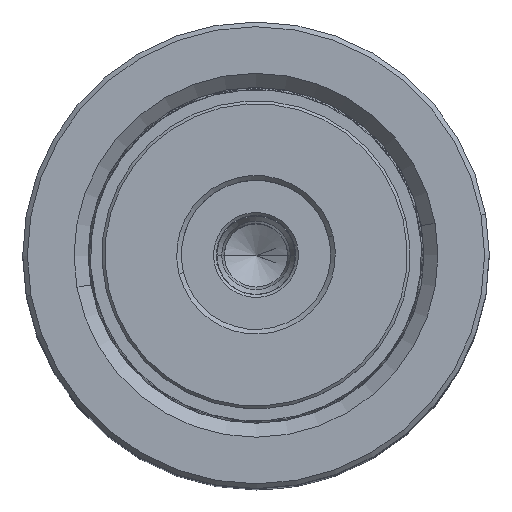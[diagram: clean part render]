
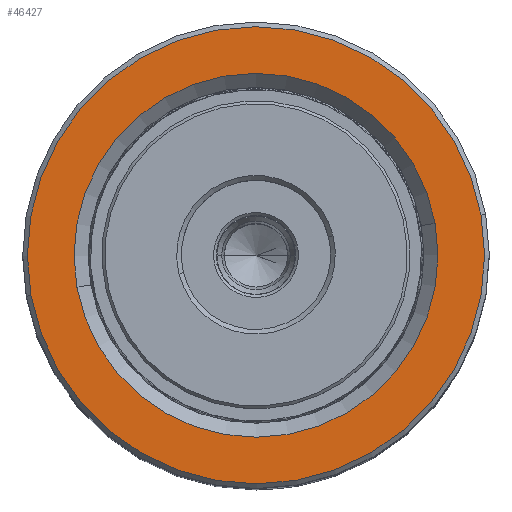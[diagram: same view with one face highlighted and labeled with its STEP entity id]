
A CAD part, top view. The second image highlights one B-rep face of the part: STEP entity #46427.
In plain terms, the highlighted planar face has unit normal (0, 0, 1).
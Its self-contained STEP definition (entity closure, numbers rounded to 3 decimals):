
#2445 = DIRECTION ( 'NONE',  ( 0., 0., 1. ) ) ;
#2634 = DIRECTION ( 'NONE',  ( 1., 0., 0. ) ) ;
#3657 = CARTESIAN_POINT ( 'NONE',  ( 19.5, 0., 90. ) ) ;
#3900 = CARTESIAN_POINT ( 'NONE',  ( -19.5, 0., 90. ) ) ;
#4191 = EDGE_LOOP ( 'NONE', ( #18839, #23981 ) ) ;
#4838 = AXIS2_PLACEMENT_3D ( 'NONE', #43233, #2445, #43517 ) ;
#6725 = DIRECTION ( 'NONE',  ( 0., 0., -1. ) ) ;
#6807 = DIRECTION ( 'NONE',  ( 1., 0., 0. ) ) ;
#6843 = CARTESIAN_POINT ( 'NONE',  ( 24.5, 0., 90. ) ) ;
#7750 = EDGE_LOOP ( 'NONE', ( #25974, #28284 ) ) ;
#8621 = VERTEX_POINT ( 'NONE', #6843 ) ;
#12567 = PLANE ( 'NONE',  #31047 ) ;
#12733 = EDGE_CURVE ( 'NONE', #53236, #42798, #19535, .T. ) ;
#13209 = EDGE_CURVE ( 'NONE', #8621, #20969, #53480, .T. ) ;
#14868 = EDGE_CURVE ( 'NONE', #42798, #53236, #40445, .T. ) ;
#18839 = ORIENTED_EDGE ( 'NONE', *, *, #14868, .T. ) ;
#19535 = CIRCLE ( 'NONE', #31750, 19.5 ) ;
#20969 = VERTEX_POINT ( 'NONE', #25379 ) ;
#22549 = CARTESIAN_POINT ( 'NONE',  ( 0., 0., 90. ) ) ;
#23981 = ORIENTED_EDGE ( 'NONE', *, *, #12733, .T. ) ;
#25379 = CARTESIAN_POINT ( 'NONE',  ( -24.5, 0., 90. ) ) ;
#25825 = DIRECTION ( 'NONE',  ( 0., 0., 1. ) ) ;
#25974 = ORIENTED_EDGE ( 'NONE', *, *, #36231, .T. ) ;
#28284 = ORIENTED_EDGE ( 'NONE', *, *, #13209, .T. ) ;
#28624 = FACE_BOUND ( 'NONE', #4191, .T. ) ;
#31047 = AXIS2_PLACEMENT_3D ( 'NONE', #32958, #37047, #49582 ) ;
#31750 = AXIS2_PLACEMENT_3D ( 'NONE', #40400, #6725, #2634 ) ;
#32958 = CARTESIAN_POINT ( 'NONE',  ( 0., 0., 90. ) ) ;
#33065 = AXIS2_PLACEMENT_3D ( 'NONE', #22549, #25825, #6807 ) ;
#33226 = FACE_OUTER_BOUND ( 'NONE', #7750, .T. ) ;
#36231 = EDGE_CURVE ( 'NONE', #20969, #8621, #46989, .T. ) ;
#37047 = DIRECTION ( 'NONE',  ( 0., 0., 1. ) ) ;
#40400 = CARTESIAN_POINT ( 'NONE',  ( 0., 0., 90. ) ) ;
#40445 = CIRCLE ( 'NONE', #42200, 19.5 ) ;
#42200 = AXIS2_PLACEMENT_3D ( 'NONE', #50442, #49899, #45802 ) ;
#42798 = VERTEX_POINT ( 'NONE', #3657 ) ;
#43233 = CARTESIAN_POINT ( 'NONE',  ( 0., 0., 90. ) ) ;
#43517 = DIRECTION ( 'NONE',  ( 1., 0., 0. ) ) ;
#45802 = DIRECTION ( 'NONE',  ( 1., 0., 0. ) ) ;
#46427 = ADVANCED_FACE ( 'NONE', ( #33226, #28624 ), #12567, .T. ) ;
#46989 = CIRCLE ( 'NONE', #33065, 24.5 ) ;
#49582 = DIRECTION ( 'NONE',  ( 1., 0., 0. ) ) ;
#49899 = DIRECTION ( 'NONE',  ( 0., 0., -1. ) ) ;
#50442 = CARTESIAN_POINT ( 'NONE',  ( 0., 0., 90. ) ) ;
#53236 = VERTEX_POINT ( 'NONE', #3900 ) ;
#53480 = CIRCLE ( 'NONE', #4838, 24.5 ) ;
